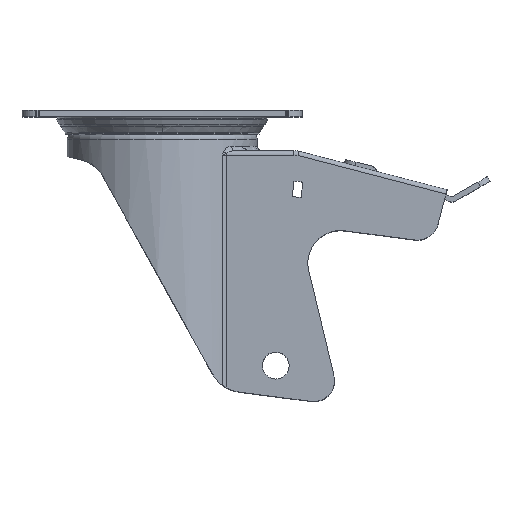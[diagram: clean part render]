
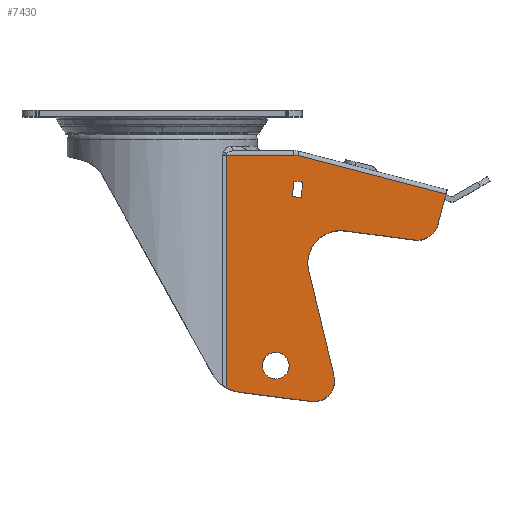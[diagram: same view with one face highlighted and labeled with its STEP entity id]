
A CAD part, top view. The second image highlights one B-rep face of the part: STEP entity #7430.
In plain terms, the highlighted planar face has unit normal (0, 0, 1).
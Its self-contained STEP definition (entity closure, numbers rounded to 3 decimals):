
#190 = DIRECTION ( 'NONE',  ( 0., -1., 0. ) ) ;
#240 = LINE ( 'NONE', #8757, #9520 ) ;
#287 = CARTESIAN_POINT ( 'NONE',  ( 29.432, -132.596, 33. ) ) ;
#318 = EDGE_LOOP ( 'NONE', ( #587 ) ) ;
#336 = CARTESIAN_POINT ( 'NONE',  ( 83.705, -55.227, 33. ) ) ;
#351 = EDGE_CURVE ( 'NONE', #7903, #8694, #2327, .T. ) ;
#353 = CARTESIAN_POINT ( 'NONE',  ( 116.765, -49.523, 33. ) ) ;
#423 = EDGE_CURVE ( 'NONE', #1398, #9375, #1558, .T. ) ;
#431 = CIRCLE ( 'NONE', #5198, 16.5 ) ;
#587 = ORIENTED_EDGE ( 'NONE', *, *, #4681, .T. ) ;
#650 = VECTOR ( 'NONE', #1419, 1000. ) ;
#732 = EDGE_CURVE ( 'NONE', #9375, #10074, #1275, .T. ) ;
#806 = VECTOR ( 'NONE', #4882, 1000. ) ;
#867 = CARTESIAN_POINT ( 'NONE',  ( 115.45, -59.436, 33. ) ) ;
#876 = CIRCLE ( 'NONE', #7217, 10. ) ;
#1184 = PLANE ( 'NONE',  #4368 ) ;
#1200 = DIRECTION ( 'NONE',  ( 0., -1., 0. ) ) ;
#1275 = LINE ( 'NONE', #8398, #650 ) ;
#1288 = CARTESIAN_POINT ( 'NONE',  ( 68.263, -133.395, 33. ) ) ;
#1398 = VERTEX_POINT ( 'NONE', #9991 ) ;
#1400 = LINE ( 'NONE', #8017, #7250 ) ;
#1419 = DIRECTION ( 'NONE',  ( 0.991, -0.131, 0. ) ) ;
#1490 = EDGE_CURVE ( 'NONE', #2982, #7903, #4597, .T. ) ;
#1539 = EDGE_CURVE ( 'NONE', #2982, #7288, #4002, .T. ) ;
#1543 = ORIENTED_EDGE ( 'NONE', *, *, #1828, .F. ) ;
#1558 = CIRCLE ( 'NONE', #3226, 15. ) ;
#1571 = ORIENTED_EDGE ( 'NONE', *, *, #3224, .T. ) ;
#1626 = EDGE_CURVE ( 'NONE', #4875, #4851, #431, .T. ) ;
#1696 = VECTOR ( 'NONE', #5812, 1000. ) ;
#1722 = DIRECTION ( 'NONE',  ( 0., -1., 0. ) ) ;
#1768 = ORIENTED_EDGE ( 'NONE', *, *, #1539, .F. ) ;
#1774 = ORIENTED_EDGE ( 'NONE', *, *, #423, .T. ) ;
#1801 = FACE_BOUND ( 'NONE', #318, .T. ) ;
#1828 = EDGE_CURVE ( 'NONE', #3460, #3310, #4733, .T. ) ;
#1831 = CARTESIAN_POINT ( 'NONE',  ( 59.61, -39.559, 33. ) ) ;
#1892 = EDGE_CURVE ( 'NONE', #7288, #8694, #5100, .T. ) ;
#1912 = ORIENTED_EDGE ( 'NONE', *, *, #1490, .T. ) ;
#2039 = VERTEX_POINT ( 'NONE', #1288 ) ;
#2106 = CARTESIAN_POINT ( 'NONE',  ( 63.692, -39.952, 33. ) ) ;
#2179 = DIRECTION ( 'NONE',  ( 0.251, 0.968, 0. ) ) ;
#2318 = VECTOR ( 'NONE', #9668, 1000. ) ;
#2327 = LINE ( 'NONE', #5599, #5123 ) ;
#2478 = ORIENTED_EDGE ( 'NONE', *, *, #7760, .F. ) ;
#2627 = DIRECTION ( 'NONE',  ( 0., 0., -1. ) ) ;
#2796 = CARTESIAN_POINT ( 'NONE',  ( 60.224, -20.5, 33. ) ) ;
#2812 = CARTESIAN_POINT ( 'NONE',  ( 81.733, -70.097, 33. ) ) ;
#2843 = LINE ( 'NONE', #7628, #3220 ) ;
#2969 = CARTESIAN_POINT ( 'NONE',  ( 29.432, -20.5, 33. ) ) ;
#2982 = VERTEX_POINT ( 'NONE', #9857 ) ;
#3220 = VECTOR ( 'NONE', #2179, 1000. ) ;
#3224 = EDGE_CURVE ( 'NONE', #3460, #4851, #7440, .T. ) ;
#3226 = AXIS2_PLACEMENT_3D ( 'NONE', #2812, #6717, #1200 ) ;
#3291 = CARTESIAN_POINT ( 'NONE',  ( 66.57, -71.191, 33. ) ) ;
#3307 = EDGE_CURVE ( 'NONE', #3310, #6389, #3494, .T. ) ;
#3310 = VERTEX_POINT ( 'NONE', #2796 ) ;
#3339 = ORIENTED_EDGE ( 'NONE', *, *, #732, .T. ) ;
#3460 = VERTEX_POINT ( 'NONE', #2969 ) ;
#3494 = B_SPLINE_CURVE_WITH_KNOTS ( 'NONE', 3,
 ( #9941, #4374, #5266, #6014 ),
 .UNSPECIFIED., .F., .F.,
 ( 4, 4 ),
 ( 0., 1. ),
 .UNSPECIFIED. ) ;
#3581 = EDGE_LOOP ( 'NONE', ( #7653, #1543, #1571, #10088, #7545, #7823, #2478, #1774, #3339, #5565, #7253, #6154 ) ) ;
#3707 = EDGE_LOOP ( 'NONE', ( #5925, #1768, #1912, #6509 ) ) ;
#3719 = LINE ( 'NONE', #3291, #806 ) ;
#3727 = EDGE_CURVE ( 'NONE', #6045, #10074, #876, .T. ) ;
#4002 = LINE ( 'NONE', #8047, #2318 ) ;
#4311 = DIRECTION ( 'NONE',  ( 0., -1., 0. ) ) ;
#4368 = AXIS2_PLACEMENT_3D ( 'NONE', #8979, #4401, #8251 ) ;
#4374 = CARTESIAN_POINT ( 'NONE',  ( 60.901, -20.5, 33. ) ) ;
#4401 = DIRECTION ( 'NONE',  ( 0., 0., -1. ) ) ;
#4597 = CIRCLE ( 'NONE', #8812, 4.299 ) ;
#4642 = CARTESIAN_POINT ( 'NONE',  ( 35.279, -129.163, 33. ) ) ;
#4681 = EDGE_CURVE ( 'NONE', #5458, #5458, #7461, .T. ) ;
#4700 = CARTESIAN_POINT ( 'NONE',  ( 61.944, -36.712, 33. ) ) ;
#4733 = LINE ( 'NONE', #9803, #1696 ) ;
#4735 = CARTESIAN_POINT ( 'NONE',  ( 69.472, -123.972, 33. ) ) ;
#4777 = DIRECTION ( 'NONE',  ( 0., 0., -1. ) ) ;
#4851 = VERTEX_POINT ( 'NONE', #8508 ) ;
#4875 = VERTEX_POINT ( 'NONE', #4642 ) ;
#4882 = DIRECTION ( 'NONE',  ( 0.233, -0.972, 0. ) ) ;
#4905 = DIRECTION ( 'NONE',  ( 0., -1., 0. ) ) ;
#5100 = LINE ( 'NONE', #9147, #6450 ) ;
#5123 = VECTOR ( 'NONE', #7384, 1000. ) ;
#5174 = VERTEX_POINT ( 'NONE', #9169 ) ;
#5198 = AXIS2_PLACEMENT_3D ( 'NONE', #7284, #2627, #190 ) ;
#5232 = CARTESIAN_POINT ( 'NONE',  ( 126.444, -52.034, 33. ) ) ;
#5266 = CARTESIAN_POINT ( 'NONE',  ( 61.578, -20.586, 33. ) ) ;
#5458 = VERTEX_POINT ( 'NONE', #8808 ) ;
#5565 = ORIENTED_EDGE ( 'NONE', *, *, #3727, .F. ) ;
#5599 = CARTESIAN_POINT ( 'NONE',  ( 64.379, -32.807, 33. ) ) ;
#5650 = DIRECTION ( 'NONE',  ( 0.968, -0.251, 0. ) ) ;
#5808 = DIRECTION ( 'NONE',  ( 0., 0., -1. ) ) ;
#5812 = DIRECTION ( 'NONE',  ( 1., 0., 0. ) ) ;
#5925 = ORIENTED_EDGE ( 'NONE', *, *, #1892, .F. ) ;
#6014 = CARTESIAN_POINT ( 'NONE',  ( 62.233, -20.756, 33. ) ) ;
#6045 = VERTEX_POINT ( 'NONE', #5232 ) ;
#6116 = CARTESIAN_POINT ( 'NONE',  ( 52., -117., 33. ) ) ;
#6154 = ORIENTED_EDGE ( 'NONE', *, *, #7747, .F. ) ;
#6287 = EDGE_CURVE ( 'NONE', #7791, #2039, #8951, .T. ) ;
#6389 = VERTEX_POINT ( 'NONE', #8824 ) ;
#6450 = VECTOR ( 'NONE', #7641, 1000. ) ;
#6509 = ORIENTED_EDGE ( 'NONE', *, *, #351, .T. ) ;
#6717 = DIRECTION ( 'NONE',  ( 0., 0., -1. ) ) ;
#6939 = DIRECTION ( 'NONE',  ( 0., 1., 0. ) ) ;
#7104 = DIRECTION ( 'NONE',  ( 0.992, -0.127, 0. ) ) ;
#7183 = AXIS2_PLACEMENT_3D ( 'NONE', #6116, #9976, #6939 ) ;
#7217 = AXIS2_PLACEMENT_3D ( 'NONE', #353, #8155, #4311 ) ;
#7250 = VECTOR ( 'NONE', #5650, 1000. ) ;
#7253 = ORIENTED_EDGE ( 'NONE', *, *, #8676, .T. ) ;
#7284 = CARTESIAN_POINT ( 'NONE',  ( 37.378, -112.797, 33. ) ) ;
#7288 = VERTEX_POINT ( 'NONE', #1831 ) ;
#7321 = VECTOR ( 'NONE', #8943, 1000. ) ;
#7384 = DIRECTION ( 'NONE',  ( -0.096, -0.995, 0. ) ) ;
#7430 = ADVANCED_FACE ( 'NONE', ( #8225, #7613, #1801 ), #1184, .F. ) ;
#7440 = LINE ( 'NONE', #287, #7321 ) ;
#7461 = CIRCLE ( 'NONE', #7183, 6.15 ) ;
#7545 = ORIENTED_EDGE ( 'NONE', *, *, #9259, .T. ) ;
#7613 = FACE_BOUND ( 'NONE', #3707, .T. ) ;
#7628 = CARTESIAN_POINT ( 'NONE',  ( 126.241, -52.816, 33. ) ) ;
#7641 = DIRECTION ( 'NONE',  ( 0.995, -0.096, 0. ) ) ;
#7653 = ORIENTED_EDGE ( 'NONE', *, *, #3307, .F. ) ;
#7747 = EDGE_CURVE ( 'NONE', #6389, #5174, #1400, .T. ) ;
#7760 = EDGE_CURVE ( 'NONE', #1398, #7791, #3719, .T. ) ;
#7791 = VERTEX_POINT ( 'NONE', #8692 ) ;
#7823 = ORIENTED_EDGE ( 'NONE', *, *, #6287, .F. ) ;
#7903 = VERTEX_POINT ( 'NONE', #8176 ) ;
#8017 = CARTESIAN_POINT ( 'NONE',  ( 62.233, -20.756, 33. ) ) ;
#8047 = CARTESIAN_POINT ( 'NONE',  ( 60.298, -32.414, 33. ) ) ;
#8155 = DIRECTION ( 'NONE',  ( 0., 0., -1. ) ) ;
#8176 = CARTESIAN_POINT ( 'NONE',  ( 64.347, -33.147, 33. ) ) ;
#8225 = FACE_OUTER_BOUND ( 'NONE', #3581, .T. ) ;
#8251 = DIRECTION ( 'NONE',  ( 0., 1., 0. ) ) ;
#8398 = CARTESIAN_POINT ( 'NONE',  ( 82.117, -55.017, 33. ) ) ;
#8508 = CARTESIAN_POINT ( 'NONE',  ( 29.432, -127.258, 33. ) ) ;
#8676 = EDGE_CURVE ( 'NONE', #6045, #5174, #2843, .T. ) ;
#8692 = CARTESIAN_POINT ( 'NONE',  ( 78.709, -121.754, 33. ) ) ;
#8694 = VERTEX_POINT ( 'NONE', #2106 ) ;
#8757 = CARTESIAN_POINT ( 'NONE',  ( 33.63, -128.952, 33. ) ) ;
#8808 = CARTESIAN_POINT ( 'NONE',  ( 52., -110.85, 33. ) ) ;
#8812 = AXIS2_PLACEMENT_3D ( 'NONE', #4700, #4777, #1722 ) ;
#8824 = CARTESIAN_POINT ( 'NONE',  ( 62.233, -20.756, 33. ) ) ;
#8943 = DIRECTION ( 'NONE',  ( 0., -1., 0. ) ) ;
#8951 = CIRCLE ( 'NONE', #9269, 9.5 ) ;
#8979 = CARTESIAN_POINT ( 'NONE',  ( 24.404, -139.12, 33. ) ) ;
#9147 = CARTESIAN_POINT ( 'NONE',  ( 59.406, -39.539, 33. ) ) ;
#9169 = CARTESIAN_POINT ( 'NONE',  ( 129.998, -38.336, 33. ) ) ;
#9259 = EDGE_CURVE ( 'NONE', #4875, #2039, #240, .T. ) ;
#9269 = AXIS2_PLACEMENT_3D ( 'NONE', #4735, #5808, #4905 ) ;
#9375 = VERTEX_POINT ( 'NONE', #336 ) ;
#9520 = VECTOR ( 'NONE', #7104, 1000. ) ;
#9668 = DIRECTION ( 'NONE',  ( -0.096, -0.995, 0. ) ) ;
#9803 = CARTESIAN_POINT ( 'NONE',  ( 24.404, -20.5, 33. ) ) ;
#9857 = CARTESIAN_POINT ( 'NONE',  ( 60.266, -32.754, 33. ) ) ;
#9941 = CARTESIAN_POINT ( 'NONE',  ( 60.224, -20.5, 33. ) ) ;
#9976 = DIRECTION ( 'NONE',  ( 0., 0., -1. ) ) ;
#9991 = CARTESIAN_POINT ( 'NONE',  ( 67.148, -73.599, 33. ) ) ;
#10074 = VERTEX_POINT ( 'NONE', #867 ) ;
#10088 = ORIENTED_EDGE ( 'NONE', *, *, #1626, .F. ) ;
